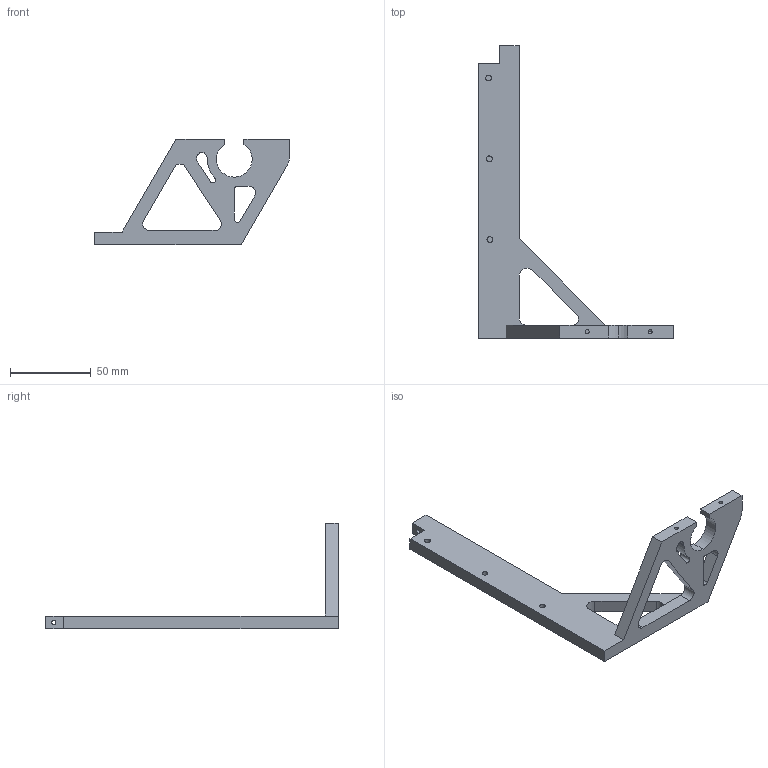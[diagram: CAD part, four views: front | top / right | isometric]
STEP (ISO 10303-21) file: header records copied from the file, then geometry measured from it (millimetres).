
FILE_DESCRIPTION (( 'STEP AP203' ), '1' );
FILE_NAME ('electronics truss front-upper MAKER.STEP', '2018-01-07T21:26:47', ( '' ), ( '' ), 'SwSTEP 2.0', 'SolidWorks 2017', '' );
FILE_SCHEMA (( 'CONFIG_CONTROL_DESIGN' ));
Length unit declared in the file: millimetre
Products named in the file (1): electronics truss front-upper MAKER
Bounding box: 120.38 x 180.98 x 65.5 mm (x, y, z)
Volume: 64021.9 mm3; surface area: 25208.3 mm2
Topology: 1 solids, 1 shells, 72 faces, 196 edges, 129 vertices
Faces by surface type: cylinder 36, plane 33, cone 2, bspline 1
Entity records: 2462 total; most frequent: CARTESIAN_POINT 495, DIRECTION 402, ORIENTED_EDGE 388, EDGE_CURVE 194, AXIS2_PLACEMENT_3D 142, VERTEX_POINT 129, LINE 118, VECTOR 118
